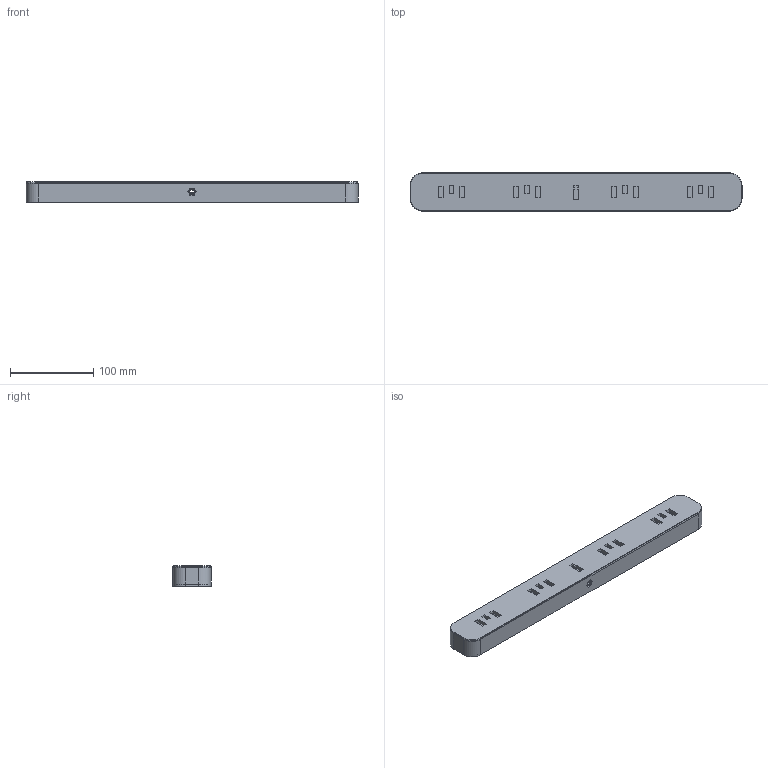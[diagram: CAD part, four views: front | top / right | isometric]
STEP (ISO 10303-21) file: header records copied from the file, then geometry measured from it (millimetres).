
FILE_DESCRIPTION(/* description */ (''),/* implementation_level */ '2;1');
FILE_NAME(/* name */ 'base-and-bottom.step',/* time_stamp */ '2022-07-20T15:23:56+02:00',/* author */ (''),/* organization */ (''),/* preprocessor_version */ 'ST-DEVELOPER v19',/* originating_system */ 'Autodesk Translation Framework v11.7.0.108',/* authorisation */ '');
FILE_SCHEMA (('AUTOMOTIVE_DESIGN { 1 0 10303 214 3 1 1 }'));
Length unit declared in the file: millimetre
Products named in the file (1): Base
Bounding box: 400 x 46 x 24.6 mm (x, y, z)
Volume: 124841.8 mm3; surface area: 121061 mm2
Topology: 2 solids, 2 shells, 664 faces, 1691 edges, 1069 vertices
Faces by surface type: plane 440, cylinder 107, bspline 80, cone 33, torus 4
Full cylindrical faces by diameter (mm): 3.2 x4, 4.1 x6, 5.3 x1, 7 x4, 8.1 x10, 11 x4
Entity records: 20609 total; most frequent: CARTESIAN_POINT 4865, ORIENTED_EDGE 3382, DIRECTION 2934, EDGE_CURVE 1691, LINE 1240, VECTOR 1240, VERTEX_POINT 1069, AXIS2_PLACEMENT_3D 847
